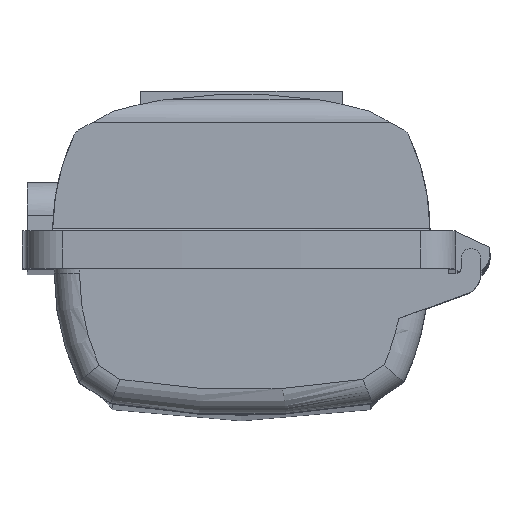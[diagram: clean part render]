
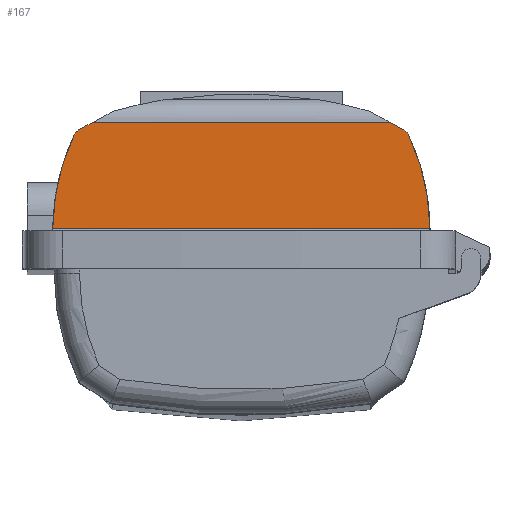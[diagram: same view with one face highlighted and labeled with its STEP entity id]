
A CAD part, top view. The second image highlights one B-rep face of the part: STEP entity #167.
In plain terms, the highlighted planar face has unit normal (0, 0, 1).
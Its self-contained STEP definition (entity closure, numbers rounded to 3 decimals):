
#167 = ADVANCED_FACE ( 'NONE', ( #10938 ), #9675, .T. ) ;
#171 = CARTESIAN_POINT ( 'NONE',  ( 64.461, 50.47, 73.91 ) ) ;
#293 = CARTESIAN_POINT ( 'NONE',  ( 61.963, 46.138, 73.91 ) ) ;
#359 = VECTOR ( 'NONE', #2669, 1000. ) ;
#550 = DIRECTION ( 'NONE',  ( 1., 0., 0. ) ) ;
#602 = DIRECTION ( 'NONE',  ( 1., 0., 0. ) ) ;
#773 = ORIENTED_EDGE ( 'NONE', *, *, #4575, .F. ) ;
#877 = ORIENTED_EDGE ( 'NONE', *, *, #6034, .F. ) ;
#1135 = ORIENTED_EDGE ( 'NONE', *, *, #7009, .F. ) ;
#1554 = CARTESIAN_POINT ( 'NONE',  ( -14.82, 10.491, 73.91 ) ) ;
#2052 = DIRECTION ( 'NONE',  ( 0.88, 0.476, 0. ) ) ;
#2622 = CARTESIAN_POINT ( 'NONE',  ( -87.001, 53.538, 73.91 ) ) ;
#2669 = DIRECTION ( 'NONE',  ( 1., 0., 0. ) ) ;
#2673 = CIRCLE ( 'NONE', #8408, 5. ) ;
#3217 = CARTESIAN_POINT ( 'NONE',  ( 66.208, 48.781, 73.91 ) ) ;
#3617 = VERTEX_POINT ( 'NONE', #7013 ) ;
#3731 = LINE ( 'NONE', #8090, #6722 ) ;
#3760 = CARTESIAN_POINT ( 'NONE',  ( -58.804, 53.538, 73.91 ) ) ;
#4146 = LINE ( 'NONE', #8535, #10854 ) ;
#4169 = CARTESIAN_POINT ( 'NONE',  ( -61.984, 46.138, 73.91 ) ) ;
#4575 = EDGE_CURVE ( 'NONE', #7240, #3617, #12219, .T. ) ;
#4802 = DIRECTION ( 'NONE',  ( 1., 0., 0. ) ) ;
#5031 = DIRECTION ( 'NONE',  ( 0., 0., -1. ) ) ;
#5058 = ORIENTED_EDGE ( 'NONE', *, *, #10351, .F. ) ;
#5212 = EDGE_CURVE ( 'NONE', #12891, #6100, #3731, .T. ) ;
#5538 = LINE ( 'NONE', #12400, #12681 ) ;
#5939 = CARTESIAN_POINT ( 'NONE',  ( 14.799, 10.491, 73.91 ) ) ;
#6034 = EDGE_CURVE ( 'NONE', #12416, #7240, #12111, .T. ) ;
#6091 = EDGE_CURVE ( 'NONE', #7937, #12416, #4146, .T. ) ;
#6100 = VERTEX_POINT ( 'NONE', #3760 ) ;
#6220 = EDGE_LOOP ( 'NONE', ( #773, #877, #9824, #1135, #8624, #6329, #5058, #6646 ) ) ;
#6329 = ORIENTED_EDGE ( 'NONE', *, *, #6340, .F. ) ;
#6340 = EDGE_CURVE ( 'NONE', #11245, #12891, #2673, .T. ) ;
#6625 = DIRECTION ( 'NONE',  ( 0., 0., -1. ) ) ;
#6646 = ORIENTED_EDGE ( 'NONE', *, *, #11160, .T. ) ;
#6722 = VECTOR ( 'NONE', #2052, 1000. ) ;
#6879 = CARTESIAN_POINT ( 'NONE',  ( -87.001, 53.538, 73.91 ) ) ;
#7009 = EDGE_CURVE ( 'NONE', #6100, #7937, #12477, .T. ) ;
#7013 = CARTESIAN_POINT ( 'NONE',  ( 74.795, 11.333, 73.91 ) ) ;
#7240 = VERTEX_POINT ( 'NONE', #3217 ) ;
#7357 = DIRECTION ( 'NONE',  ( 0., 0., -1. ) ) ;
#7688 = CARTESIAN_POINT ( 'NONE',  ( -64.482, 50.47, 73.91 ) ) ;
#7937 = VERTEX_POINT ( 'NONE', #10819 ) ;
#8043 = CIRCLE ( 'NONE', #10212, 89.619 ) ;
#8090 = CARTESIAN_POINT ( 'NONE',  ( -50.754, 57.89, 73.91 ) ) ;
#8171 = AXIS2_PLACEMENT_3D ( 'NONE', #293, #7357, #11317 ) ;
#8408 = AXIS2_PLACEMENT_3D ( 'NONE', #4169, #5031, #11138 ) ;
#8535 = CARTESIAN_POINT ( 'NONE',  ( 64.461, 50.47, 73.91 ) ) ;
#8624 = ORIENTED_EDGE ( 'NONE', *, *, #5212, .F. ) ;
#8840 = DIRECTION ( 'NONE',  ( 1., 0., 0. ) ) ;
#9675 = PLANE ( 'NONE',  #11444 ) ;
#9824 = ORIENTED_EDGE ( 'NONE', *, *, #6091, .F. ) ;
#9911 = CARTESIAN_POINT ( 'NONE',  ( -74.816, 11.333, 73.91 ) ) ;
#10212 = AXIS2_PLACEMENT_3D ( 'NONE', #5939, #12743, #8840 ) ;
#10351 = EDGE_CURVE ( 'NONE', #11892, #11245, #8043, .T. ) ;
#10500 = DIRECTION ( 'NONE',  ( 0.88, -0.476, 0. ) ) ;
#10716 = CARTESIAN_POINT ( 'NONE',  ( -66.229, 48.781, 73.91 ) ) ;
#10819 = CARTESIAN_POINT ( 'NONE',  ( 58.783, 53.538, 73.91 ) ) ;
#10854 = VECTOR ( 'NONE', #10500, 1000. ) ;
#10938 = FACE_OUTER_BOUND ( 'NONE', #6220, .T. ) ;
#11138 = DIRECTION ( 'NONE',  ( 1., 0., 0. ) ) ;
#11160 = EDGE_CURVE ( 'NONE', #11892, #3617, #5538, .T. ) ;
#11245 = VERTEX_POINT ( 'NONE', #10716 ) ;
#11317 = DIRECTION ( 'NONE',  ( 1., 0., 0. ) ) ;
#11444 = AXIS2_PLACEMENT_3D ( 'NONE', #2622, #12617, #4802 ) ;
#11734 = AXIS2_PLACEMENT_3D ( 'NONE', #1554, #6625, #602 ) ;
#11892 = VERTEX_POINT ( 'NONE', #9911 ) ;
#12111 = CIRCLE ( 'NONE', #8171, 5. ) ;
#12219 = CIRCLE ( 'NONE', #11734, 89.619 ) ;
#12400 = CARTESIAN_POINT ( 'NONE',  ( -87.001, 11.333, 73.91 ) ) ;
#12416 = VERTEX_POINT ( 'NONE', #171 ) ;
#12477 = LINE ( 'NONE', #6879, #359 ) ;
#12617 = DIRECTION ( 'NONE',  ( 0., 0., 1. ) ) ;
#12681 = VECTOR ( 'NONE', #550, 1000. ) ;
#12743 = DIRECTION ( 'NONE',  ( 0., 0., -1. ) ) ;
#12891 = VERTEX_POINT ( 'NONE', #7688 ) ;
